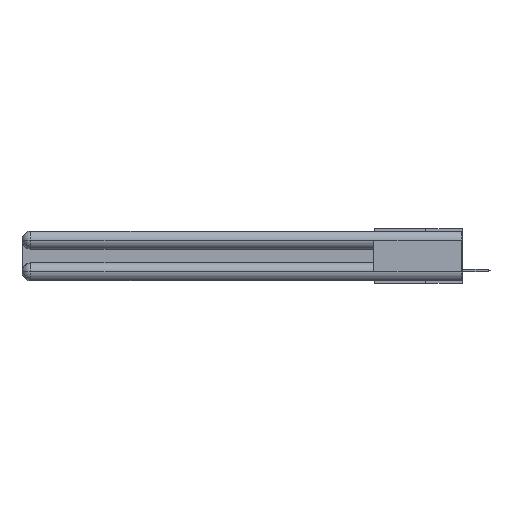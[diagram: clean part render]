
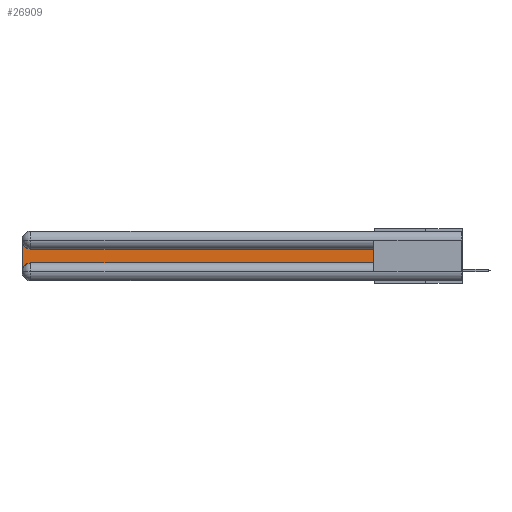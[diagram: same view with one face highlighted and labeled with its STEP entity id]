
A CAD part, left-side view. The second image highlights one B-rep face of the part: STEP entity #26909.
In plain terms, the highlighted planar face has unit normal (-1, 0, 0).
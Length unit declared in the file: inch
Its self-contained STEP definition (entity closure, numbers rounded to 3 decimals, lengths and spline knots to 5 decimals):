
#288 = VERTEX_POINT ( 'NONE', #10879 ) ;
#539 = AXIS2_PLACEMENT_3D ( 'NONE', #29062, #21755, #24524 ) ;
#964 = AXIS2_PLACEMENT_3D ( 'NONE', #6376, #18860, #26294 ) ;
#1319 = CARTESIAN_POINT ( 'NONE',  ( 0.075, 2.94, -0.2175 ) ) ;
#1868 = DIRECTION ( 'NONE',  ( 0., 1., 0. ) ) ;
#2714 = DIRECTION ( 'NONE',  ( 0., -1., 0. ) ) ;
#3134 = PLANE ( 'NONE',  #19269 ) ;
#3419 = VERTEX_POINT ( 'NONE', #21727 ) ;
#4367 = VECTOR ( 'NONE', #14741, 39.37008 ) ;
#4704 = ORIENTED_EDGE ( 'NONE', *, *, #32758, .T. ) ;
#5049 = FACE_OUTER_BOUND ( 'NONE', #21307, .T. ) ;
#5641 = LINE ( 'NONE', #9244, #13562 ) ;
#5903 = CARTESIAN_POINT ( 'NONE',  ( 0.075, 3., -0.0625 ) ) ;
#5962 = ORIENTED_EDGE ( 'NONE', *, *, #13626, .T. ) ;
#6227 = ORIENTED_EDGE ( 'NONE', *, *, #12743, .T. ) ;
#6376 = CARTESIAN_POINT ( 'NONE',  ( 0.075, 2.94, -0.2775 ) ) ;
#6508 = CIRCLE ( 'NONE', #539, 0.06 ) ;
#6968 = CARTESIAN_POINT ( 'NONE',  ( 0.075, 0.6, -0.1225 ) ) ;
#8308 = CARTESIAN_POINT ( 'NONE',  ( 0.075, 3., -0.1225 ) ) ;
#9090 = VERTEX_POINT ( 'NONE', #1319 ) ;
#9244 = CARTESIAN_POINT ( 'NONE',  ( 0.075, 0.6, -0.1225 ) ) ;
#10879 = CARTESIAN_POINT ( 'NONE',  ( 0.075, 0.6, -0.2175 ) ) ;
#12237 = LINE ( 'NONE', #22689, #4367 ) ;
#12655 = CARTESIAN_POINT ( 'NONE',  ( 0.075, 0.6, -0.2175 ) ) ;
#12743 = EDGE_CURVE ( 'NONE', #26655, #31816, #6508, .T. ) ;
#13073 = DIRECTION ( 'NONE',  ( 1., 0., 0. ) ) ;
#13562 = VECTOR ( 'NONE', #1868, 39.37008 ) ;
#13626 = EDGE_CURVE ( 'NONE', #3419, #9090, #25993, .T. ) ;
#14741 = DIRECTION ( 'NONE',  ( 0., 0., 1. ) ) ;
#18860 = DIRECTION ( 'NONE',  ( 1., 0., 0. ) ) ;
#19269 = AXIS2_PLACEMENT_3D ( 'NONE', #8308, #13073, #31098 ) ;
#19405 = LINE ( 'NONE', #20312, #21372 ) ;
#20096 = DIRECTION ( 'NONE',  ( 0., 0., -1. ) ) ;
#20312 = CARTESIAN_POINT ( 'NONE',  ( 0.075, 3., -0.2175 ) ) ;
#21307 = EDGE_LOOP ( 'NONE', ( #32132, #6227, #4704, #5962, #32086, #24963 ) ) ;
#21372 = VECTOR ( 'NONE', #20096, 39.37008 ) ;
#21727 = CARTESIAN_POINT ( 'NONE',  ( 0.075, 3., -0.2775 ) ) ;
#21755 = DIRECTION ( 'NONE',  ( 1., 0., 0. ) ) ;
#21761 = LINE ( 'NONE', #12655, #22551 ) ;
#22551 = VECTOR ( 'NONE', #2714, 39.37008 ) ;
#22689 = CARTESIAN_POINT ( 'NONE',  ( 0.075, 0.6, -0.2175 ) ) ;
#24425 = EDGE_CURVE ( 'NONE', #9090, #288, #21761, .T. ) ;
#24524 = DIRECTION ( 'NONE',  ( 0., 0., -1. ) ) ;
#24816 = CARTESIAN_POINT ( 'NONE',  ( 0.075, 2.94, -0.1225 ) ) ;
#24963 = ORIENTED_EDGE ( 'NONE', *, *, #25352, .T. ) ;
#25352 = EDGE_CURVE ( 'NONE', #288, #31988, #12237, .T. ) ;
#25993 = CIRCLE ( 'NONE', #964, 0.06 ) ;
#26294 = DIRECTION ( 'NONE',  ( 0., 0., -1. ) ) ;
#26655 = VERTEX_POINT ( 'NONE', #24816 ) ;
#26909 = ADVANCED_FACE ( 'NONE', ( #5049 ), #3134, .F. ) ;
#29062 = CARTESIAN_POINT ( 'NONE',  ( 0.075, 2.94, -0.0625 ) ) ;
#29944 = EDGE_CURVE ( 'NONE', #31988, #26655, #5641, .T. ) ;
#31098 = DIRECTION ( 'NONE',  ( 0., 0., -1. ) ) ;
#31816 = VERTEX_POINT ( 'NONE', #5903 ) ;
#31988 = VERTEX_POINT ( 'NONE', #6968 ) ;
#32086 = ORIENTED_EDGE ( 'NONE', *, *, #24425, .T. ) ;
#32132 = ORIENTED_EDGE ( 'NONE', *, *, #29944, .T. ) ;
#32758 = EDGE_CURVE ( 'NONE', #31816, #3419, #19405, .T. ) ;
